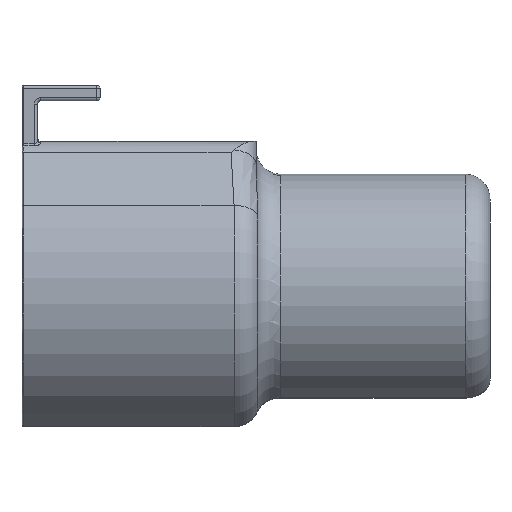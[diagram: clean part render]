
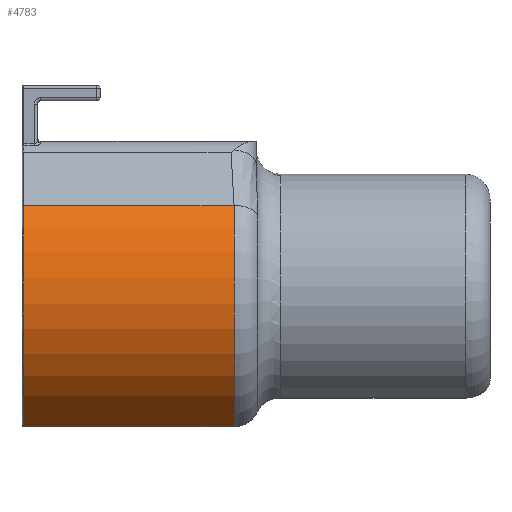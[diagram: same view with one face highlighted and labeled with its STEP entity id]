
A CAD part, left-side view. The second image highlights one B-rep face of the part: STEP entity #4783.
In plain terms, the highlighted cylindrical face has radius 48 mm (diameter 96 mm), a partial arc.
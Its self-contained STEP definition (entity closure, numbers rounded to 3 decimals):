
#199=CYLINDRICAL_SURFACE('',#5032,48.);
#462=LINE('',#10279,#756);
#476=LINE('',#10830,#770);
#756=VECTOR('',#5645,10.);
#770=VECTOR('',#5751,10.);
#1091=FACE_OUTER_BOUND('',#1386,.T.);
#1386=EDGE_LOOP('',(#4201,#4202,#4203,#4204));
#1818=CIRCLE('',#5029,48.);
#1821=CIRCLE('',#5033,48.);
#2225=VERTEX_POINT('',#9842);
#2255=VERTEX_POINT('',#10277);
#2284=VERTEX_POINT('',#10822);
#2286=VERTEX_POINT('',#10828);
#2887=EDGE_CURVE('',#2255,#2225,#462,.T.);
#2946=EDGE_CURVE('',#2225,#2284,#1818,.T.);
#2949=EDGE_CURVE('',#2286,#2255,#1821,.T.);
#2950=EDGE_CURVE('',#2286,#2284,#476,.T.);
#4201=ORIENTED_EDGE('',*,*,#2887,.F.);
#4202=ORIENTED_EDGE('',*,*,#2949,.F.);
#4203=ORIENTED_EDGE('',*,*,#2950,.T.);
#4204=ORIENTED_EDGE('',*,*,#2946,.F.);
#4783=ADVANCED_FACE('',(#1091),#199,.T.);
#5029=AXIS2_PLACEMENT_3D('',#10823,#5741,#5742);
#5032=AXIS2_PLACEMENT_3D('',#10827,#5747,#5748);
#5033=AXIS2_PLACEMENT_3D('',#10829,#5749,#5750);
#5645=DIRECTION('',(0.,1.,0.));
#5741=DIRECTION('center_axis',(0.,1.,0.));
#5742=DIRECTION('ref_axis',(0.,0.,-1.));
#5747=DIRECTION('center_axis',(0.,1.,0.));
#5748=DIRECTION('ref_axis',(0.,0.,1.));
#5749=DIRECTION('center_axis',(0.,-1.,0.));
#5750=DIRECTION('ref_axis',(0.,0.,1.));
#5751=DIRECTION('',(0.,1.,0.));
#9842=CARTESIAN_POINT('',(-20.675,149.5,-43.319));
#10277=CARTESIAN_POINT('',(-20.675,82.025,-43.319));
#10279=CARTESIAN_POINT('',(-20.675,0.,-43.319));
#10822=CARTESIAN_POINT('',(-39.331,149.5,27.515));
#10823=CARTESIAN_POINT('Origin',(0.,149.5,0.));
#10827=CARTESIAN_POINT('Origin',(0.,0.,0.));
#10828=CARTESIAN_POINT('',(-39.331,82.025,27.515));
#10829=CARTESIAN_POINT('Origin',(0.,82.025,
0.));
#10830=CARTESIAN_POINT('',(-39.331,0.,27.515));
